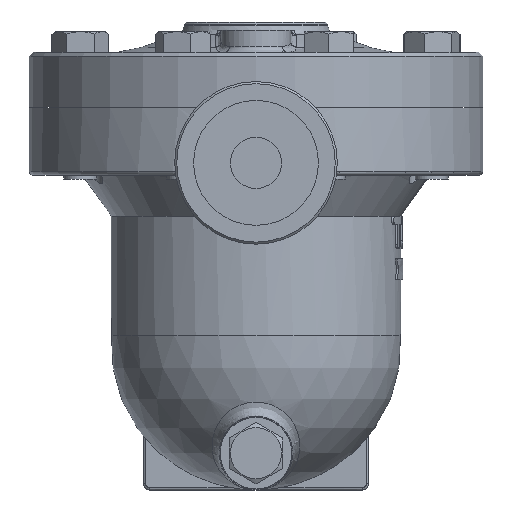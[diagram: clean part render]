
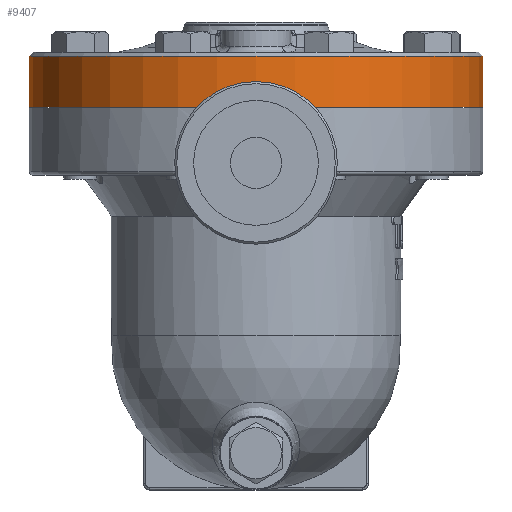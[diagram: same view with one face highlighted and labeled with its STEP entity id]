
A CAD part, left-side view. The second image highlights one B-rep face of the part: STEP entity #9407.
In plain terms, the highlighted cylindrical face has radius 111 mm (diameter 222 mm), a full revolution.
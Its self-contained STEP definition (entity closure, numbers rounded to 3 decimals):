
#8106=CARTESIAN_POINT('',(111.,0.,0.1));
#8107=VERTEX_POINT('',#8106);
#8108=CARTESIAN_POINT('',(0.0,0.0,0.1));
#8109=DIRECTION('',(0.0,0.0,-1.0));
#8110=DIRECTION('',(-1.0,0.0,0.0));
#8111=AXIS2_PLACEMENT_3D('',#8108,#8109,#8110);
#8112=CIRCLE('',#8111,111.);
#8113=EDGE_CURVE('',#8107,#8107,#8112,.T.);
#9384=CARTESIAN_POINT('',(111.,0.,25.1));
#9385=VERTEX_POINT('',#9384);
#9386=CARTESIAN_POINT('',(0.0,0.0,25.1));
#9387=DIRECTION('',(0.0,0.0,1.0));
#9388=DIRECTION('',(-1.0,0.0,0.0));
#9389=AXIS2_PLACEMENT_3D('',#9386,#9387,#9388);
#9390=CIRCLE('',#9389,111.);
#9391=EDGE_CURVE('',#9385,#9385,#9390,.T.);
#9396=CARTESIAN_POINT('',(0.0,0.0,0.1));
#9397=DIRECTION('',(0.0,0.0,1.0));
#9398=DIRECTION('',(-1.0,0.0,0.0));
#9399=AXIS2_PLACEMENT_3D('',#9396,#9397,#9398);
#9400=CYLINDRICAL_SURFACE('',#9399,111.);
#9401=ORIENTED_EDGE('',*,*,#8113,.F.);
#9402=EDGE_LOOP('',(#9401));
#9403=FACE_OUTER_BOUND('',#9402,.T.);
#9404=ORIENTED_EDGE('',*,*,#9391,.F.);
#9405=EDGE_LOOP('',(#9404));
#9406=FACE_BOUND('',#9405,.T.);
#9407=ADVANCED_FACE('',(#9403,#9406),#9400,.T.);
